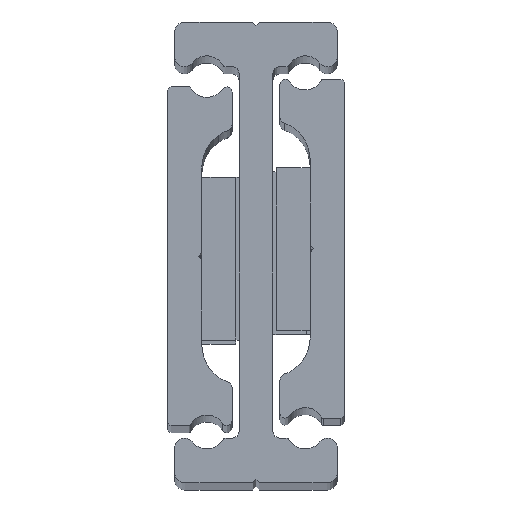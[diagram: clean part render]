
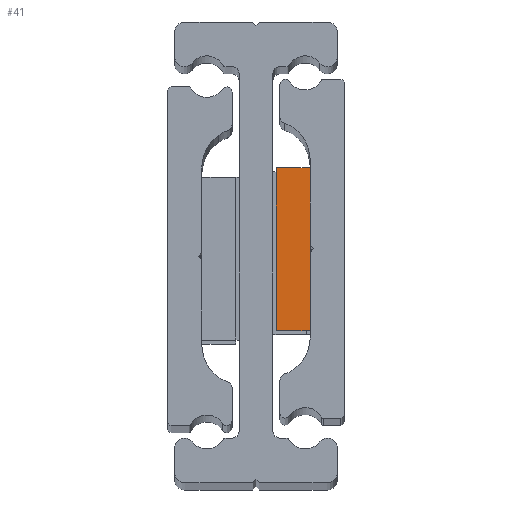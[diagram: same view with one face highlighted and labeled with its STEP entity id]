
A CAD part, top view. The second image highlights one B-rep face of the part: STEP entity #41.
In plain terms, the highlighted face is planar.
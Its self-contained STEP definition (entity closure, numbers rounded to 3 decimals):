
#41 = ADVANCED_FACE ( 'NONE', ( #4410 ), #1295, .T. ) ;
#438 = CARTESIAN_POINT ( 'NONE',  ( -5., -12., 35.95 ) ) ;
#439 = DIRECTION ( 'NONE',  ( 0., 1., 0. ) ) ;
#481 = CARTESIAN_POINT ( 'NONE',  ( -5., -12., 35.95 ) ) ;
#482 = DIRECTION ( 'NONE',  ( 0., 1., 0. ) ) ;
#597 = CARTESIAN_POINT ( 'NONE',  ( -5., -12., 35.95 ) ) ;
#598 = DIRECTION ( 'NONE',  ( 0., 1., 0. ) ) ;
#602 = CARTESIAN_POINT ( 'NONE',  ( -37.153, -12., 35.95 ) ) ;
#609 = CARTESIAN_POINT ( 'NONE',  ( -37.153, 12., 35.95 ) ) ;
#610 = DIRECTION ( 'NONE',  ( 1., 0., 0. ) ) ;
#612 = DIRECTION ( 'NONE',  ( 1., 0., 0. ) ) ;
#619 = CARTESIAN_POINT ( 'NONE',  ( -10., -12., 35.95 ) ) ;
#626 = DIRECTION ( 'NONE',  ( 0., -1., 0. ) ) ;
#833 = VERTEX_POINT ( 'NONE', #1486 ) ;
#856 = VERTEX_POINT ( 'NONE', #3112 ) ;
#886 = VERTEX_POINT ( 'NONE', #3133 ) ;
#897 = VERTEX_POINT ( 'NONE', #3139 ) ;
#1009 = VERTEX_POINT ( 'NONE', #3199 ) ;
#1010 = VERTEX_POINT ( 'NONE', #3200 ) ;
#1267 = DIRECTION ( 'NONE',  ( 0., 1., 0. ) ) ;
#1270 = DIRECTION ( 'NONE',  ( 0., 0., -1. ) ) ;
#1292 = CARTESIAN_POINT ( 'NONE',  ( -37.153, -12., 35.95 ) ) ;
#1295 = PLANE ( 'NONE',  #1780 ) ;
#1486 = CARTESIAN_POINT ( 'NONE',  ( -5., -12., 35.95 ) ) ;
#1609 = EDGE_LOOP ( 'NONE', ( #4301, #4302, #4303, #4304, #4305, #4306 ) ) ;
#1780 = AXIS2_PLACEMENT_3D ( 'NONE', #1292, #1270, #1267 ) ;
#2317 = EDGE_CURVE ( 'NONE', #897, #856, #3085, .T. ) ;
#2335 = EDGE_CURVE ( 'NONE', #833, #886, #2412, .T. ) ;
#2380 = EDGE_CURVE ( 'NONE', #886, #897, #2471, .T. ) ;
#2385 = EDGE_CURVE ( 'NONE', #1010, #856, #2485, .T. ) ;
#2386 = EDGE_CURVE ( 'NONE', #1009, #833, #2483, .T. ) ;
#2393 = EDGE_CURVE ( 'NONE', #1010, #1009, #2492, .T. ) ;
#2412 = LINE ( 'NONE', #481, #2413 ) ;
#2413 = VECTOR ( 'NONE', #482, 1000. ) ;
#2471 = LINE ( 'NONE', #597, #2474 ) ;
#2474 = VECTOR ( 'NONE', #598, 1000. ) ;
#2483 = LINE ( 'NONE', #602, #2487 ) ;
#2485 = LINE ( 'NONE', #609, #2486 ) ;
#2486 = VECTOR ( 'NONE', #610, 1000. ) ;
#2487 = VECTOR ( 'NONE', #612, 1000. ) ;
#2492 = LINE ( 'NONE', #619, #2501 ) ;
#2501 = VECTOR ( 'NONE', #626, 1000. ) ;
#3077 = VECTOR ( 'NONE', #439, 1000. ) ;
#3085 = LINE ( 'NONE', #438, #3077 ) ;
#3112 = CARTESIAN_POINT ( 'NONE',  ( -5., 12., 35.95 ) ) ;
#3133 = CARTESIAN_POINT ( 'NONE',  ( -5., -0.5, 35.95 ) ) ;
#3139 = CARTESIAN_POINT ( 'NONE',  ( -5., 0.5, 35.95 ) ) ;
#3199 = CARTESIAN_POINT ( 'NONE',  ( -10., -12., 35.95 ) ) ;
#3200 = CARTESIAN_POINT ( 'NONE',  ( -10., 12., 35.95 ) ) ;
#4301 = ORIENTED_EDGE ( 'NONE', *, *, #2393, .F. ) ;
#4302 = ORIENTED_EDGE ( 'NONE', *, *, #2385, .T. ) ;
#4303 = ORIENTED_EDGE ( 'NONE', *, *, #2317, .F. ) ;
#4304 = ORIENTED_EDGE ( 'NONE', *, *, #2380, .F. ) ;
#4305 = ORIENTED_EDGE ( 'NONE', *, *, #2335, .F. ) ;
#4306 = ORIENTED_EDGE ( 'NONE', *, *, #2386, .F. ) ;
#4410 = FACE_OUTER_BOUND ( 'NONE', #1609, .T. ) ;
